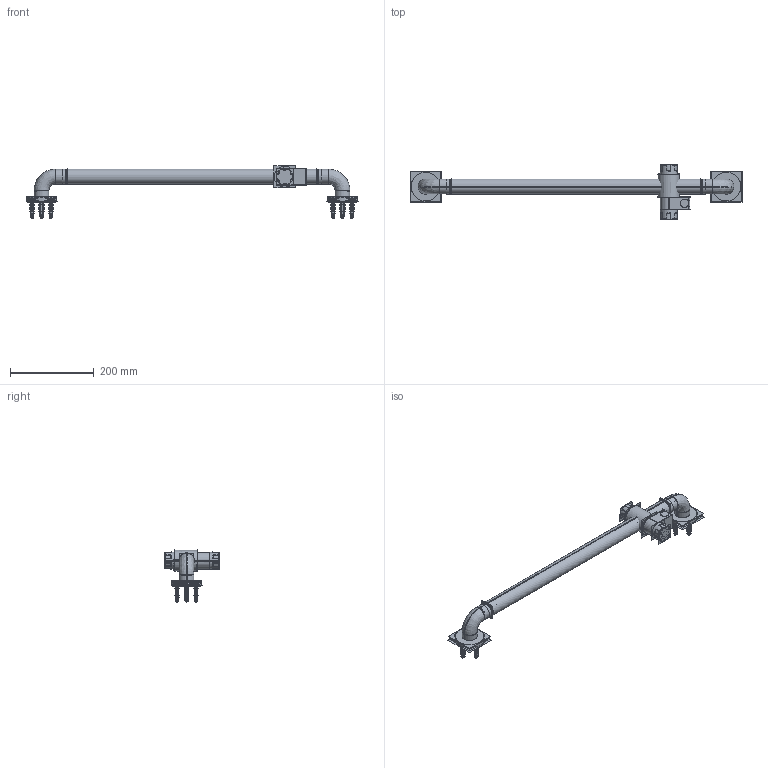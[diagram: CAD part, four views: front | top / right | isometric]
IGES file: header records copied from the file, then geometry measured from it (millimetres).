
Start section:  PTC IGES file: 3D_FFAS9406-000040BC0_D0.igs
Global section: file name: 3D_FFAS9406-000040BC0_D0.igs; native system: Creo Parametric by PTC Inc.; preprocessor: 2015200; author: 10114249; organization: Unknown; date: 20180830.170657; units: millimetre
Bounding box: 794.26 x 132.18 x 125.85 mm (x, y, z)
Volume: 2985341.3 mm3; surface area: 8711576.6 mm2
Topology: 29 solids, 45 shells, 5072 faces, 32876 edges, 46032 vertices
Faces by surface type: bspline 3256, revolution 1816
